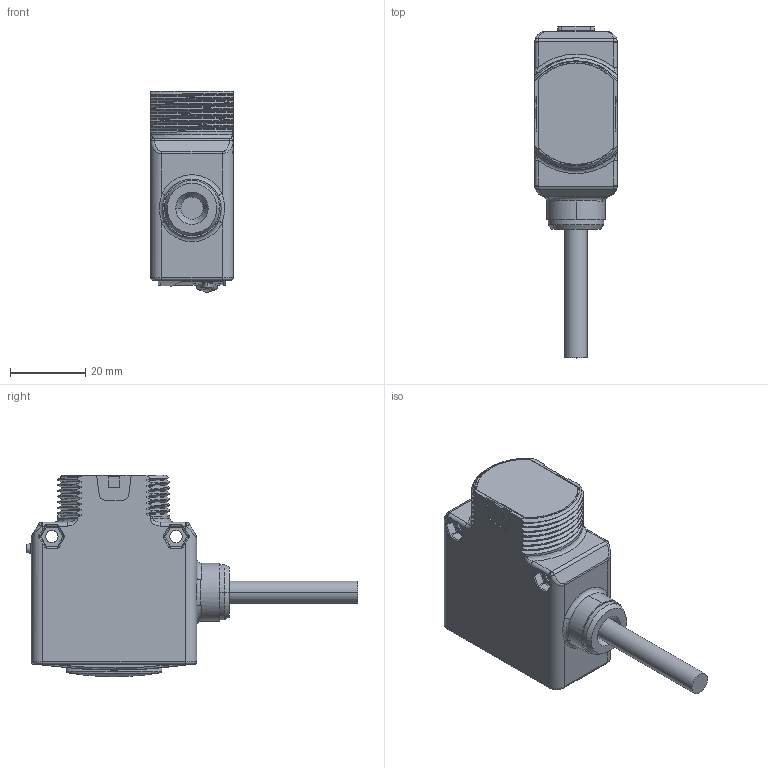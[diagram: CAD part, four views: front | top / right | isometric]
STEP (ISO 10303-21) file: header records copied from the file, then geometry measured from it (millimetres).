
FILE_DESCRIPTION((''),'2;1');
FILE_NAME('140609_SM01_ASM','2022-10-14T08:24:57',('PDMAdmin'),('BANNER ENGINEERING'),'CREO PARAMETRIC BY PTC INC, 2019292','CREO PARAMETRIC BY PTC INC, 2019292','');
FILE_SCHEMA(('CONFIG_CONTROL_DESIGN'));
Products named in the file (3): 140609_EP01; 40464_ASSEMBLY; 140609_SM01_ASM
Assembly tree (2 placements, depth 2):
  140609_SM01_ASM
    140609_EP01
    40464_ASSEMBLY
Bounding box: 22 x 88.27 x 53.55 mm (x, y, z)
Volume: 46631.5 mm3; surface area: 12084.2 mm2
Topology: 3 solids, 3 shells, 455 faces, 1084 edges, 648 vertices
Faces by surface type: cylinder 180, plane 111, bspline 83, torus 38, sphere 30, cone 11, extrusion 2
Entity records: 19192 total; most frequent: CARTESIAN_POINT 9126, ORIENTED_EDGE 2164, DIRECTION 1964, EDGE_CURVE 1082, AXIS2_PLACEMENT_3D 748, VERTEX_POINT 648, EDGE_LOOP 474, VECTOR 468
